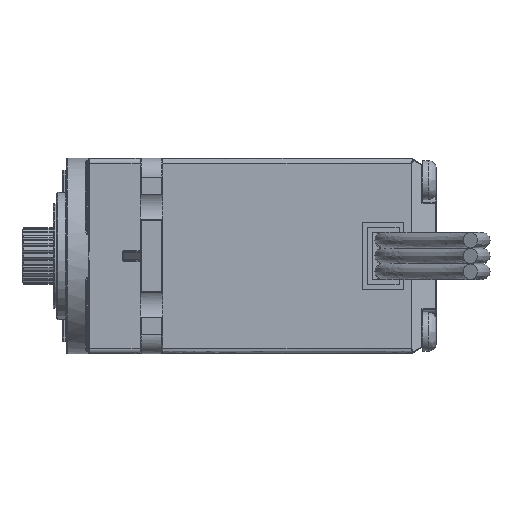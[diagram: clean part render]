
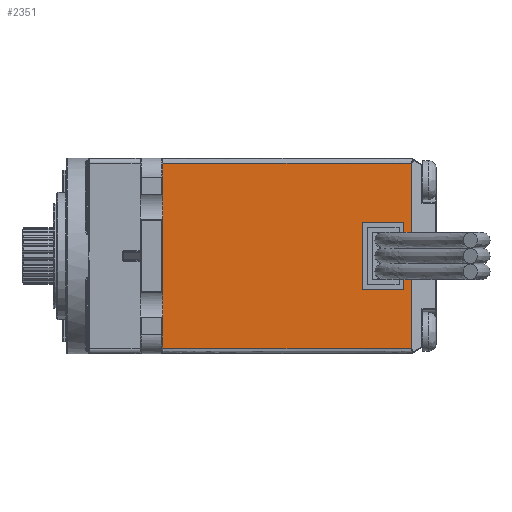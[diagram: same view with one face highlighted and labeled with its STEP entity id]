
A CAD part, left-side view. The second image highlights one B-rep face of the part: STEP entity #2351.
In plain terms, the highlighted free-form (B-spline) face has degree [1, 1] with [2, 2] control points.
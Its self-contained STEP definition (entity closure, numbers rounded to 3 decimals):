
#106 = ORIENTED_EDGE ( 'NONE', *, *, #5469, .F. ) ;
#345 = EDGE_CURVE ( 'NONE', #17387, #19714, #3687, .T. ) ;
#419 = ORIENTED_EDGE ( 'NONE', *, *, #8099, .F. ) ;
#665 = B_SPLINE_CURVE_WITH_KNOTS ( 'NONE', 1,
 ( #7879, #13192 ),
 .UNSPECIFIED., .F., .F.,
 ( 2, 2 ),
 ( -1., 0. ),
 .UNSPECIFIED. ) ;
#715 = CARTESIAN_POINT ( 'NONE',  ( -20.2, 29.3, 5. ) ) ;
#742 = ORIENTED_EDGE ( 'NONE', *, *, #13379, .T. ) ;
#928 = CARTESIAN_POINT ( 'NONE',  ( -20.2, 3.8, -2.95 ) ) ;
#940 = B_SPLINE_CURVE_WITH_KNOTS ( 'NONE', 1,
 ( #19066, #18956 ),
 .UNSPECIFIED., .F., .F.,
 ( 2, 2 ),
 ( 0., 1. ),
 .UNSPECIFIED. ) ;
#955 = B_SPLINE_CURVE_WITH_KNOTS ( 'NONE', 1,
 ( #2855, #6415 ),
 .UNSPECIFIED., .F., .F.,
 ( 2, 2 ),
 ( 0., 1. ),
 .UNSPECIFIED. ) ;
#1965 = B_SPLINE_CURVE_WITH_KNOTS ( 'NONE', 1,
 ( #15364, #5125 ),
 .UNSPECIFIED., .F., .F.,
 ( 2, 2 ),
 ( 0., 1. ),
 .UNSPECIFIED. ) ;
#2065 = ORIENTED_EDGE ( 'NONE', *, *, #4918, .T. ) ;
#2351 = ADVANCED_FACE ( 'NONE', ( #16348, #2879 ), #8583, .F. ) ;
#2429 = CARTESIAN_POINT ( 'NONE',  ( -20.2, 29.3, -9.5 ) ) ;
#2737 = CARTESIAN_POINT ( 'NONE',  ( -20.2, 7., 2.95 ) ) ;
#2855 = CARTESIAN_POINT ( 'NONE',  ( -20.2, 28., 5. ) ) ;
#2879 = FACE_OUTER_BOUND ( 'NONE', #8466, .T. ) ;
#2913 = CARTESIAN_POINT ( 'NONE',  ( -20.2, 2.527, -9.5 ) ) ;
#3005 = CARTESIAN_POINT ( 'NONE',  ( -20.2, 28., 5. ) ) ;
#3362 = CARTESIAN_POINT ( 'NONE',  ( -20.2, 29.3, -5. ) ) ;
#3687 = B_SPLINE_CURVE_WITH_KNOTS ( 'NONE', 1,
 ( #20603, #11819 ),
 .UNSPECIFIED., .F., .F.,
 ( 2, 2 ),
 ( 0., 1. ),
 .UNSPECIFIED. ) ;
#4005 = EDGE_CURVE ( 'NONE', #19714, #18202, #6230, .T. ) ;
#4462 = CARTESIAN_POINT ( 'NONE',  ( -20.2, 28., 9.5 ) ) ;
#4918 = EDGE_CURVE ( 'NONE', #5041, #10011, #13044, .T. ) ;
#5041 = VERTEX_POINT ( 'NONE', #9973 ) ;
#5125 = CARTESIAN_POINT ( 'NONE',  ( -20.2, 7., 2.95 ) ) ;
#5469 = EDGE_CURVE ( 'NONE', #16840, #10011, #940, .T. ) ;
#5998 = EDGE_LOOP ( 'NONE', ( #15162, #10316, #13345, #12563 ) ) ;
#6079 = VERTEX_POINT ( 'NONE', #2913 ) ;
#6140 = ORIENTED_EDGE ( 'NONE', *, *, #16526, .F. ) ;
#6230 = B_SPLINE_CURVE_WITH_KNOTS ( 'NONE', 1,
 ( #14921, #18275 ),
 .UNSPECIFIED., .F., .F.,
 ( 2, 2 ),
 ( 0., 1. ),
 .UNSPECIFIED. ) ;
#6415 = CARTESIAN_POINT ( 'NONE',  ( -20.2, 29.3, 5. ) ) ;
#6963 = VERTEX_POINT ( 'NONE', #3362 ) ;
#7515 = CARTESIAN_POINT ( 'NONE',  ( -20.2, 3.8, 2.95 ) ) ;
#7879 = CARTESIAN_POINT ( 'NONE',  ( -20.2, 2.527, 9.5 ) ) ;
#8099 = EDGE_CURVE ( 'NONE', #6963, #8497, #9443, .T. ) ;
#8466 = EDGE_LOOP ( 'NONE', ( #6140, #2065, #106, #20710, #419, #17482, #15227, #742 ) ) ;
#8497 = VERTEX_POINT ( 'NONE', #13563 ) ;
#8583 = B_SPLINE_SURFACE_WITH_KNOTS ( 'NONE', 1, 1, ( 
 ( #20392, #14726 ),
 ( #21982, #2429 ) ),
 .UNSPECIFIED., .F., .F., .F.,
 ( 2, 2 ),
 ( 2, 2 ),
 ( 0., 1. ),
 ( 0., 1. ),
 .UNSPECIFIED. ) ;
#8896 = EDGE_CURVE ( 'NONE', #16840, #8497, #955, .T. ) ;
#9443 = B_SPLINE_CURVE_WITH_KNOTS ( 'NONE', 1,
 ( #16701, #715 ),
 .UNSPECIFIED., .F., .F.,
 ( 2, 2 ),
 ( 0., 1. ),
 .UNSPECIFIED. ) ;
#9619 = EDGE_CURVE ( 'NONE', #12883, #20799, #19604, .T. ) ;
#9647 = EDGE_CURVE ( 'NONE', #18202, #15797, #18488, .T. ) ;
#9700 = CARTESIAN_POINT ( 'NONE',  ( -20.2, 2.527, -9.5 ) ) ;
#9973 = CARTESIAN_POINT ( 'NONE',  ( -20.2, 2.527, 9.5 ) ) ;
#10011 = VERTEX_POINT ( 'NONE', #4462 ) ;
#10255 = B_SPLINE_CURVE_WITH_KNOTS ( 'NONE', 1,
 ( #19010, #19127 ),
 .UNSPECIFIED., .F., .F.,
 ( 2, 2 ),
 ( 0., 1. ),
 .UNSPECIFIED. ) ;
#10316 = ORIENTED_EDGE ( 'NONE', *, *, #9647, .F. ) ;
#11065 = CARTESIAN_POINT ( 'NONE',  ( -20.2, 3.8, -2.95 ) ) ;
#11243 = EDGE_CURVE ( 'NONE', #15797, #17387, #1965, .T. ) ;
#11819 = CARTESIAN_POINT ( 'NONE',  ( -20.2, 7., -2.95 ) ) ;
#11979 = CARTESIAN_POINT ( 'NONE',  ( -20.2, 7., -2.95 ) ) ;
#12005 = CARTESIAN_POINT ( 'NONE',  ( -20.2, 28., -9.5 ) ) ;
#12563 = ORIENTED_EDGE ( 'NONE', *, *, #345, .F. ) ;
#12883 = VERTEX_POINT ( 'NONE', #15973 ) ;
#13044 = B_SPLINE_CURVE_WITH_KNOTS ( 'NONE', 1,
 ( #14258, #16326 ),
 .UNSPECIFIED., .F., .F.,
 ( 2, 2 ),
 ( 0., 1. ),
 .UNSPECIFIED. ) ;
#13192 = CARTESIAN_POINT ( 'NONE',  ( -20.2, 2.527, -9.5 ) ) ;
#13345 = ORIENTED_EDGE ( 'NONE', *, *, #4005, .F. ) ;
#13379 = EDGE_CURVE ( 'NONE', #12883, #6079, #21918, .T. ) ;
#13563 = CARTESIAN_POINT ( 'NONE',  ( -20.2, 29.3, 5. ) ) ;
#14258 = CARTESIAN_POINT ( 'NONE',  ( -20.2, 2.527, 9.5 ) ) ;
#14726 = CARTESIAN_POINT ( 'NONE',  ( -20.2, 29.3, 9.5 ) ) ;
#14921 = CARTESIAN_POINT ( 'NONE',  ( -20.2, 7., -2.95 ) ) ;
#15162 = ORIENTED_EDGE ( 'NONE', *, *, #11243, .F. ) ;
#15227 = ORIENTED_EDGE ( 'NONE', *, *, #9619, .F. ) ;
#15364 = CARTESIAN_POINT ( 'NONE',  ( -20.2, 3.8, 2.95 ) ) ;
#15797 = VERTEX_POINT ( 'NONE', #18429 ) ;
#15849 = EDGE_CURVE ( 'NONE', #6963, #20799, #10255, .T. ) ;
#15973 = CARTESIAN_POINT ( 'NONE',  ( -20.2, 28., -9.5 ) ) ;
#16326 = CARTESIAN_POINT ( 'NONE',  ( -20.2, 28., 9.5 ) ) ;
#16348 = FACE_BOUND ( 'NONE', #5998, .T. ) ;
#16526 = EDGE_CURVE ( 'NONE', #5041, #6079, #665, .T. ) ;
#16622 = CARTESIAN_POINT ( 'NONE',  ( -20.2, 28., -9.5 ) ) ;
#16701 = CARTESIAN_POINT ( 'NONE',  ( -20.2, 29.3, -5. ) ) ;
#16840 = VERTEX_POINT ( 'NONE', #3005 ) ;
#17387 = VERTEX_POINT ( 'NONE', #2737 ) ;
#17482 = ORIENTED_EDGE ( 'NONE', *, *, #15849, .T. ) ;
#18162 = CARTESIAN_POINT ( 'NONE',  ( -20.2, 28., -5. ) ) ;
#18202 = VERTEX_POINT ( 'NONE', #928 ) ;
#18275 = CARTESIAN_POINT ( 'NONE',  ( -20.2, 3.8, -2.95 ) ) ;
#18429 = CARTESIAN_POINT ( 'NONE',  ( -20.2, 3.8, 2.95 ) ) ;
#18488 = B_SPLINE_CURVE_WITH_KNOTS ( 'NONE', 1,
 ( #11065, #7515 ),
 .UNSPECIFIED., .F., .F.,
 ( 2, 2 ),
 ( 0., 1. ),
 .UNSPECIFIED. ) ;
#18956 = CARTESIAN_POINT ( 'NONE',  ( -20.2, 28., 9.5 ) ) ;
#19010 = CARTESIAN_POINT ( 'NONE',  ( -20.2, 29.3, -5. ) ) ;
#19064 = CARTESIAN_POINT ( 'NONE',  ( -20.2, 28., -5. ) ) ;
#19066 = CARTESIAN_POINT ( 'NONE',  ( -20.2, 28., 5. ) ) ;
#19127 = CARTESIAN_POINT ( 'NONE',  ( -20.2, 28., -5. ) ) ;
#19604 = B_SPLINE_CURVE_WITH_KNOTS ( 'NONE', 1,
 ( #12005, #19064 ),
 .UNSPECIFIED., .F., .F.,
 ( 2, 2 ),
 ( 0., 1. ),
 .UNSPECIFIED. ) ;
#19714 = VERTEX_POINT ( 'NONE', #11979 ) ;
#20392 = CARTESIAN_POINT ( 'NONE',  ( -20.2, 2.527, 9.5 ) ) ;
#20603 = CARTESIAN_POINT ( 'NONE',  ( -20.2, 7., 2.95 ) ) ;
#20710 = ORIENTED_EDGE ( 'NONE', *, *, #8896, .T. ) ;
#20799 = VERTEX_POINT ( 'NONE', #18162 ) ;
#21918 = B_SPLINE_CURVE_WITH_KNOTS ( 'NONE', 1,
 ( #16622, #9700 ),
 .UNSPECIFIED., .F., .F.,
 ( 2, 2 ),
 ( 0., 1. ),
 .UNSPECIFIED. ) ;
#21982 = CARTESIAN_POINT ( 'NONE',  ( -20.2, 2.527, -9.5 ) ) ;
